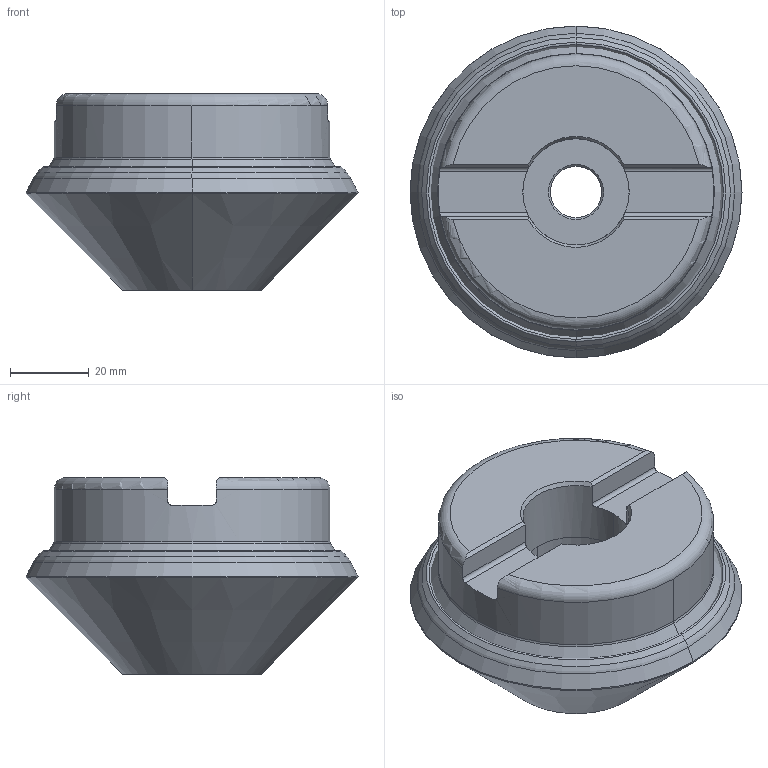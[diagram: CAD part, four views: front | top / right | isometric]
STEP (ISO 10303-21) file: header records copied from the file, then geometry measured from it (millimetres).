
FILE_DESCRIPTION((''),'2;1');
FILE_NAME('22N3R035050F2R00','2015-11-07T',('vitt'),(''),'PRO/ENGINEER BY PARAMETRIC TECHNOLOGY CORPORATION, 2011490','PRO/ENGINEER BY PARAMETRIC TECHNOLOGY CORPORATION, 2011490','');
FILE_SCHEMA(('AUTOMOTIVE_DESIGN { 1 2 10303 214 0 1 1 1 }'));
Length unit declared in the file: millimetre
Products named in the file (3): NOCUT; CUT; 22N3R035050F2R00
Assembly tree (2 placements, depth 2):
  22N3R035050F2R00
    NOCUT
    CUT
Bounding box: 84.28 x 84.28 x 50 mm (x, y, z)
Volume: 194039.4 mm3; surface area: 34935.6 mm2
Topology: 2 solids, 2 shells, 87 faces, 201 edges, 124 vertices
Faces by surface type: revolution 20, cone 18, plane 17, cylinder 16, torus 16
Entity records: 4594 total; most frequent: CARTESIAN_POINT 1789, DIRECTION 439, ORIENTED_EDGE 392, PRESENTATION_STYLE_ASSIGNMENT 209, STYLED_ITEM 209, CURVE_STYLE 207, EDGE_CURVE 196, AXIS2_PLACEMENT_3D 181
